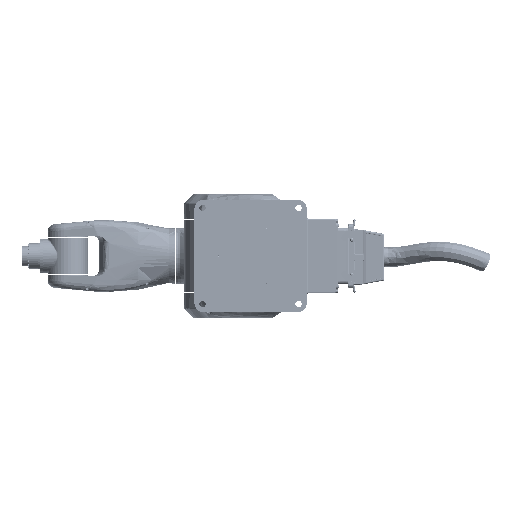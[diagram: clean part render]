
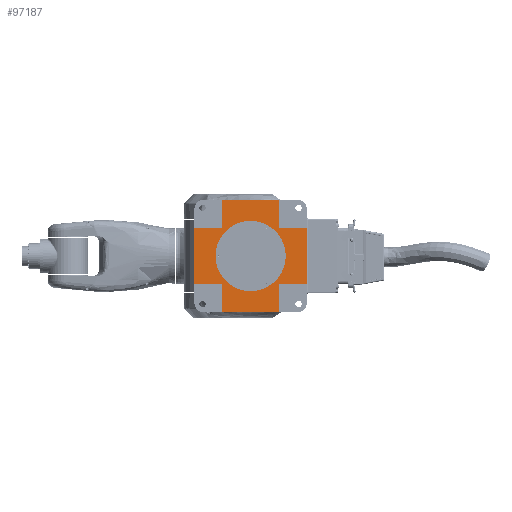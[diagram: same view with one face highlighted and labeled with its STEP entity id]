
A CAD part, front view. The second image highlights one B-rep face of the part: STEP entity #97187.
In plain terms, the highlighted planar face has unit normal (0, -1, 0).
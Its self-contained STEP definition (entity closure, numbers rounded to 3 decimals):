
#402 = VECTOR ( 'NONE', #377826, 1000. ) ;
#4957 = EDGE_CURVE ( 'NONE', #349007, #182830, #126350, .T. ) ;
#9288 = EDGE_CURVE ( 'NONE', #102630, #217322, #108985, .T. ) ;
#14224 = LINE ( 'NONE', #115713, #212776 ) ;
#14721 = DIRECTION ( 'NONE',  ( -1., 0., 0. ) ) ;
#23614 = VECTOR ( 'NONE', #297979, 1000. ) ;
#26954 = CARTESIAN_POINT ( 'NONE',  ( 200.257, 396.162, -377.02 ) ) ;
#30219 = EDGE_CURVE ( 'NONE', #146127, #315731, #177516, .T. ) ;
#33395 = LINE ( 'NONE', #221405, #187264 ) ;
#39274 = DIRECTION ( 'NONE',  ( 0., 0., -1. ) ) ;
#54326 = EDGE_CURVE ( 'NONE', #182830, #349007, #311859, .T. ) ;
#55263 = VERTEX_POINT ( 'NONE', #152428 ) ;
#63322 = AXIS2_PLACEMENT_3D ( 'NONE', #411767, #316080, #97195 ) ;
#77432 = CARTESIAN_POINT ( 'NONE',  ( 380.257, 396.162, -261.232 ) ) ;
#81799 = CARTESIAN_POINT ( 'NONE',  ( 200.257, 396.162, -141.232 ) ) ;
#97187 = ADVANCED_FACE ( 'NONE', ( #206268, #305865 ), #105988, .T. ) ;
#97195 = DIRECTION ( 'NONE',  ( 0., 0., -1. ) ) ;
#97561 = ORIENTED_EDGE ( 'NONE', *, *, #384544, .T. ) ;
#100469 = CARTESIAN_POINT ( 'NONE',  ( 260.257, 396.162, -201.232 ) ) ;
#101424 = DIRECTION ( 'NONE',  ( 0., 0., 1. ) ) ;
#102630 = VERTEX_POINT ( 'NONE', #177839 ) ;
#105988 = PLANE ( 'NONE',  #268804 ) ;
#107602 = ORIENTED_EDGE ( 'NONE', *, *, #145242, .T. ) ;
#108985 = LINE ( 'NONE', #394556, #356992 ) ;
#111706 = LINE ( 'NONE', #345332, #344571 ) ;
#115713 = CARTESIAN_POINT ( 'NONE',  ( 200.257, 396.162, -261.232 ) ) ;
#118227 = EDGE_CURVE ( 'NONE', #55263, #154764, #385447, .T. ) ;
#123390 = DIRECTION ( 'NONE',  ( 0., 0., -1. ) ) ;
#126350 = CIRCLE ( 'NONE', #63322, 75. ) ;
#127441 = VECTOR ( 'NONE', #235657, 1000. ) ;
#127810 = CARTESIAN_POINT ( 'NONE',  ( 320.257, 396.162, -321.232 ) ) ;
#131834 = ORIENTED_EDGE ( 'NONE', *, *, #185383, .T. ) ;
#138698 = ORIENTED_EDGE ( 'NONE', *, *, #9288, .T. ) ;
#140389 = CARTESIAN_POINT ( 'NONE',  ( 260.257, 396.162, -276.232 ) ) ;
#145242 = EDGE_CURVE ( 'NONE', #154764, #315909, #232177, .T. ) ;
#146127 = VERTEX_POINT ( 'NONE', #127810 ) ;
#149348 = LINE ( 'NONE', #224031, #402 ) ;
#152423 = EDGE_LOOP ( 'NONE', ( #343433, #244094 ) ) ;
#152428 = CARTESIAN_POINT ( 'NONE',  ( 200.257, 396.162, -81.232 ) ) ;
#152679 = EDGE_CURVE ( 'NONE', #318070, #208395, #378646, .T. ) ;
#154764 = VERTEX_POINT ( 'NONE', #81799 ) ;
#155871 = DIRECTION ( 'NONE',  ( 0., 0., -1. ) ) ;
#159567 = CARTESIAN_POINT ( 'NONE',  ( 434.03, 396.162, -261.232 ) ) ;
#163389 = CARTESIAN_POINT ( 'NONE',  ( 160.257, 396.162, -321.232 ) ) ;
#176892 = ORIENTED_EDGE ( 'NONE', *, *, #267025, .F. ) ;
#177516 = LINE ( 'NONE', #163389, #261491 ) ;
#177839 = CARTESIAN_POINT ( 'NONE',  ( 380.257, 396.162, -141.232 ) ) ;
#182830 = VERTEX_POINT ( 'NONE', #140389 ) ;
#185383 = EDGE_CURVE ( 'NONE', #146127, #318070, #111706, .T. ) ;
#187264 = VECTOR ( 'NONE', #225484, 1000. ) ;
#201922 = CARTESIAN_POINT ( 'NONE',  ( 320.257, 396.162, -81.232 ) ) ;
#202758 = LINE ( 'NONE', #310507, #208004 ) ;
#206268 = FACE_BOUND ( 'NONE', #152423, .T. ) ;
#207736 = ORIENTED_EDGE ( 'NONE', *, *, #248450, .T. ) ;
#208004 = VECTOR ( 'NONE', #123390, 1000. ) ;
#208395 = VERTEX_POINT ( 'NONE', #77432 ) ;
#209895 = ORIENTED_EDGE ( 'NONE', *, *, #30219, .F. ) ;
#212776 = VECTOR ( 'NONE', #337194, 1000. ) ;
#215187 = VECTOR ( 'NONE', #219191, 1000. ) ;
#216459 = AXIS2_PLACEMENT_3D ( 'NONE', #100469, #227917, #39274 ) ;
#217322 = VERTEX_POINT ( 'NONE', #254683 ) ;
#219191 = DIRECTION ( 'NONE',  ( 1., 0., 0. ) ) ;
#221405 = CARTESIAN_POINT ( 'NONE',  ( 140.257, 396.162, -101.232 ) ) ;
#224031 = CARTESIAN_POINT ( 'NONE',  ( 320.257, 396.162, -141.232 ) ) ;
#224700 = CARTESIAN_POINT ( 'NONE',  ( 140.257, 396.162, -141.232 ) ) ;
#225484 = DIRECTION ( 'NONE',  ( 0., 0., 1. ) ) ;
#225541 = EDGE_CURVE ( 'NONE', #217322, #311918, #149348, .T. ) ;
#227917 = DIRECTION ( 'NONE',  ( 0., -1., 0. ) ) ;
#232177 = LINE ( 'NONE', #300724, #23614 ) ;
#233150 = CARTESIAN_POINT ( 'NONE',  ( 200.257, 396.162, -321.232 ) ) ;
#235657 = DIRECTION ( 'NONE',  ( 0., 0., -1. ) ) ;
#244094 = ORIENTED_EDGE ( 'NONE', *, *, #4957, .F. ) ;
#248450 = EDGE_CURVE ( 'NONE', #321869, #315731, #321341, .T. ) ;
#251607 = EDGE_CURVE ( 'NONE', #55263, #311918, #336824, .T. ) ;
#254683 = CARTESIAN_POINT ( 'NONE',  ( 320.257, 396.162, -141.232 ) ) ;
#261149 = CARTESIAN_POINT ( 'NONE',  ( 260.257, 396.162, -201.232 ) ) ;
#261491 = VECTOR ( 'NONE', #385115, 1000. ) ;
#266515 = EDGE_CURVE ( 'NONE', #102630, #208395, #202758, .T. ) ;
#267025 = EDGE_CURVE ( 'NONE', #278216, #315909, #33395, .T. ) ;
#267474 = CARTESIAN_POINT ( 'NONE',  ( 200.257, 396.162, -141.232 ) ) ;
#268804 = AXIS2_PLACEMENT_3D ( 'NONE', #261149, #293031, #384531 ) ;
#272575 = CARTESIAN_POINT ( 'NONE',  ( 200.257, 396.162, -261.232 ) ) ;
#274291 = ORIENTED_EDGE ( 'NONE', *, *, #251607, .F. ) ;
#278216 = VERTEX_POINT ( 'NONE', #370769 ) ;
#283633 = ORIENTED_EDGE ( 'NONE', *, *, #266515, .F. ) ;
#291584 = VECTOR ( 'NONE', #155871, 1000. ) ;
#293031 = DIRECTION ( 'NONE',  ( 0., -1., 0. ) ) ;
#297218 = VECTOR ( 'NONE', #407545, 1000. ) ;
#297979 = DIRECTION ( 'NONE',  ( -1., 0., 0. ) ) ;
#300724 = CARTESIAN_POINT ( 'NONE',  ( 200.257, 396.162, -141.232 ) ) ;
#302262 = CARTESIAN_POINT ( 'NONE',  ( 260.257, 396.162, -126.232 ) ) ;
#305865 = FACE_OUTER_BOUND ( 'NONE', #316429, .T. ) ;
#310507 = CARTESIAN_POINT ( 'NONE',  ( 380.257, 396.162, -101.232 ) ) ;
#311859 = CIRCLE ( 'NONE', #216459, 75. ) ;
#311918 = VERTEX_POINT ( 'NONE', #201922 ) ;
#315731 = VERTEX_POINT ( 'NONE', #233150 ) ;
#315909 = VERTEX_POINT ( 'NONE', #224700 ) ;
#316080 = DIRECTION ( 'NONE',  ( 0., -1., 0. ) ) ;
#316429 = EDGE_LOOP ( 'NONE', ( #405833, #107602, #176892, #97561, #207736, #209895, #131834, #402255, #283633, #138698, #323157, #274291 ) ) ;
#318070 = VERTEX_POINT ( 'NONE', #372175 ) ;
#321341 = LINE ( 'NONE', #26954, #291584 ) ;
#321869 = VERTEX_POINT ( 'NONE', #272575 ) ;
#323157 = ORIENTED_EDGE ( 'NONE', *, *, #225541, .T. ) ;
#336824 = LINE ( 'NONE', #345056, #297218 ) ;
#337194 = DIRECTION ( 'NONE',  ( 1., 0., 0. ) ) ;
#343433 = ORIENTED_EDGE ( 'NONE', *, *, #54326, .F. ) ;
#344571 = VECTOR ( 'NONE', #101424, 1000. ) ;
#345056 = CARTESIAN_POINT ( 'NONE',  ( 160.257, 396.162, -81.232 ) ) ;
#345332 = CARTESIAN_POINT ( 'NONE',  ( 320.257, 396.162, -377.02 ) ) ;
#349007 = VERTEX_POINT ( 'NONE', #302262 ) ;
#356992 = VECTOR ( 'NONE', #14721, 1000. ) ;
#370769 = CARTESIAN_POINT ( 'NONE',  ( 140.257, 396.162, -261.232 ) ) ;
#372175 = CARTESIAN_POINT ( 'NONE',  ( 320.257, 396.162, -261.232 ) ) ;
#377826 = DIRECTION ( 'NONE',  ( 0., 0., 1. ) ) ;
#378646 = LINE ( 'NONE', #159567, #215187 ) ;
#384531 = DIRECTION ( 'NONE',  ( 0., 0., -1. ) ) ;
#384544 = EDGE_CURVE ( 'NONE', #278216, #321869, #14224, .T. ) ;
#385115 = DIRECTION ( 'NONE',  ( -1., 0., 0. ) ) ;
#385447 = LINE ( 'NONE', #267474, #127441 ) ;
#394556 = CARTESIAN_POINT ( 'NONE',  ( 434.03, 396.162, -141.232 ) ) ;
#402255 = ORIENTED_EDGE ( 'NONE', *, *, #152679, .T. ) ;
#405833 = ORIENTED_EDGE ( 'NONE', *, *, #118227, .T. ) ;
#407545 = DIRECTION ( 'NONE',  ( 1., 0., 0. ) ) ;
#411767 = CARTESIAN_POINT ( 'NONE',  ( 260.257, 396.162, -201.232 ) ) ;
